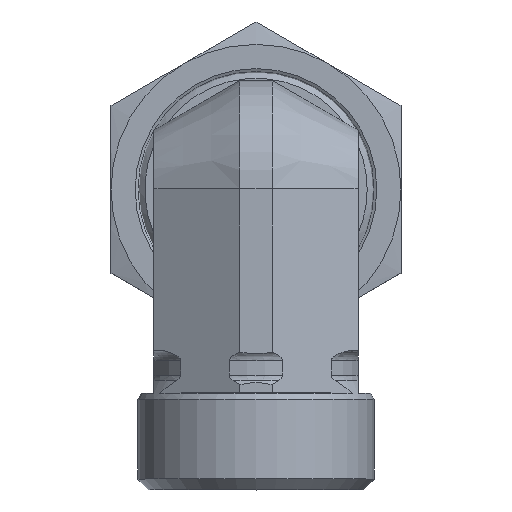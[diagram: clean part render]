
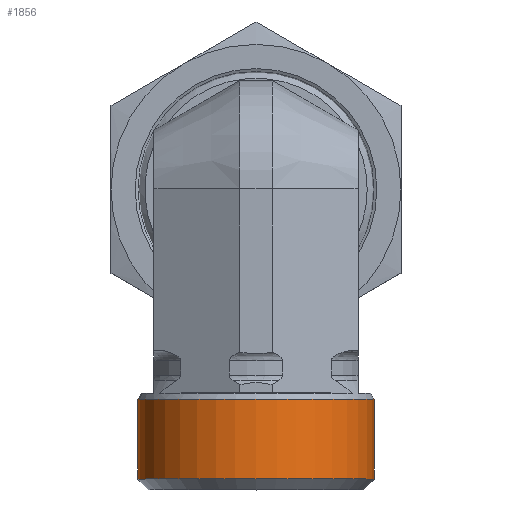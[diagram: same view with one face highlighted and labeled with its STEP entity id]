
A CAD part, top view. The second image highlights one B-rep face of the part: STEP entity #1856.
In plain terms, the highlighted cylindrical face has radius 11 mm (diameter 22 mm), a full revolution.
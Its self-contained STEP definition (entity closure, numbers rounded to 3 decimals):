
#1814=CARTESIAN_POINT('',(-6.621,-18.852,19.0));
#1815=VERTEX_POINT('',#1814);
#1816=CARTESIAN_POINT('',(-17.621,-18.852,19.0));
#1817=DIRECTION('',(0.0,-1.0,0.0));
#1818=DIRECTION('',(-1.0,0.0,0.0));
#1819=AXIS2_PLACEMENT_3D('',#1816,#1817,#1818);
#1820=CIRCLE('',#1819,11.0);
#1821=EDGE_CURVE('',#1815,#1815,#1820,.T.);
#1837=CARTESIAN_POINT('',(-17.621,-19.852,19.0));
#1838=DIRECTION('',(0.0,1.0,0.0));
#1839=DIRECTION('',(-1.0,0.0,0.0));
#1840=AXIS2_PLACEMENT_3D('',#1837,#1838,#1839);
#1841=CYLINDRICAL_SURFACE('',#1840,11.0);
#1842=CARTESIAN_POINT('',(-28.621,-11.444,19.));
#1843=VERTEX_POINT('',#1842);
#1844=CARTESIAN_POINT('',(-17.621,-11.444,19.0));
#1845=DIRECTION('',(0.0,-1.0,0.0));
#1846=DIRECTION('',(-1.0,0.0,0.0));
#1847=AXIS2_PLACEMENT_3D('',#1844,#1845,#1846);
#1848=CIRCLE('',#1847,11.0);
#1849=EDGE_CURVE('',#1843,#1843,#1848,.T.);
#1850=ORIENTED_EDGE('',*,*,#1849,.T.);
#1851=EDGE_LOOP('',(#1850));
#1852=FACE_OUTER_BOUND('',#1851,.T.);
#1853=ORIENTED_EDGE('',*,*,#1821,.F.);
#1854=EDGE_LOOP('',(#1853));
#1855=FACE_BOUND('',#1854,.T.);
#1856=ADVANCED_FACE('',(#1852,#1855),#1841,.T.);
